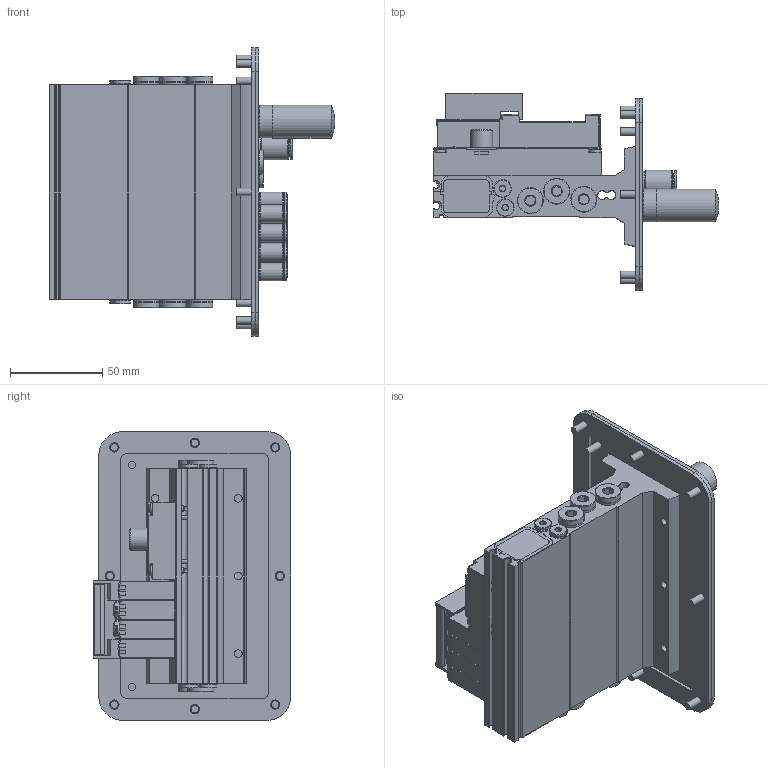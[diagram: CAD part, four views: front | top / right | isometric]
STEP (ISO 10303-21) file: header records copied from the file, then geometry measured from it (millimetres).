
FILE_DESCRIPTION(/* description */ ('VTUG-MP-Ventilinsel'),/* implementation_level */ '2;1');
FILE_NAME(/* name */ 'VTUG 10, 4 met doorvoerplaat en IO-link.stp',/* time_stamp */ '2018-07-11T10:59:09+02:00',/* author */ ('user'),/* organization */ ('FESTO'),/* preprocessor_version */ 'ST-DEVELOPER v16.5',/* originating_system */ 'Autodesk Inventor 2017',/* authorisation */ '');
FILE_SCHEMA (('AUTOMOTIVE_DESIGN { 1 0 10303 214 3 1 1 }'));
Length unit declared in the file: millimetre
Products named in the file (17): 573606 VTUG-10-VRLK-B1T-G18FDL-DTL-M7SFD-4VK+TTSC; 573605 VABM-L1-10-HWS1-G18-4-GR-- ---(MF); 573413 VUVG-B10-T32C-MZT-F-1T1L---(V_M7); 730988 F-M2x34-10.9; 573384 VAEM-L1-S-8-PT---(0)_p; 1426888 F-M3x17-10.9; 573453 ASCF-H-L1-10-4V---(T); 1478897 ASCF-H-L1-L---(S); 1491427 ASCF-H-L1-R---(S); 3568 B-1/8---(VTUG); 174309 B-M7---(VTUG); doorvoerplaat 4 32 kleinipt; rubber 4 32; 133007 QSM-M7-6-I-R; 578376 NPQH-DK-G18-Q8-P10; 165004 UC-1/4; 578406 NPQH-BK-G18-P10
Assembly tree (45 placements, depth 2):
  573606 VTUG-10-VRLK-B1T-G18FDL-DTL-M7SFD-4VK+TTSC
    573605 VABM-L1-10-HWS1-G18-4-GR-- ---(MF)
    3568 B-1/8---(VTUG)  x6
    573413 VUVG-B10-T32C-MZT-F-1T1L---(V_M7)  x4
    730988 F-M2x34-10.9  x8
    174309 B-M7---(VTUG)  x4
    573384 VAEM-L1-S-8-PT---(0)_p
    1426888 F-M3x17-10.9  x4
    573453 ASCF-H-L1-10-4V---(T)
    1478897 ASCF-H-L1-L---(S)
    1491427 ASCF-H-L1-R---(S)
    doorvoerplaat 4 32 kleinipt
    rubber 4 32
    133007 QSM-M7-6-I-R  x8
    578376 NPQH-DK-G18-Q8-P10
    578406 NPQH-BK-G18-P10  x2
    165004 UC-1/4
Bounding box: 154.74 x 107.05 x 156.2 mm (x, y, z)
Volume: 488236.3 mm3; surface area: 200188.8 mm2
Topology: 45 solids, 45 shells, 2694 faces, 6482 edges, 4204 vertices
Faces by surface type: plane 1605, cylinder 720, cone 256, torus 75, sphere 34, bspline 4
Full cylindrical faces by diameter (mm): 1 x5, 1.022 x1, 1.314 x1, 1.567 x8, 1.69 x8, 2 x8, 2.459 x4, 2.5 x3, 2.6 x7, 2.65 x8, 2.7 x16, 2.8 x4, 3 x4, 3.2 x3, 3.9 x8, 4 x19, 4.134 x7, 4.2 x20, 4.5 x8, 4.6 x2, 5 x8, 5.3 x8, 5.5 x4, 5.6 x24, 5.85 x1, 5.917 x12, 6 x10, 6.1 x8, 6.2 x2, 6.4 x1
Entity records: 37106 total; most frequent: CARTESIAN_POINT 7225, DIRECTION 6241, ORIENTED_EDGE 5462, EDGE_CURVE 2731, AXIS2_PLACEMENT_3D 2322, VERTEX_POINT 1977, EDGE_LOOP 1836, LINE 1597
